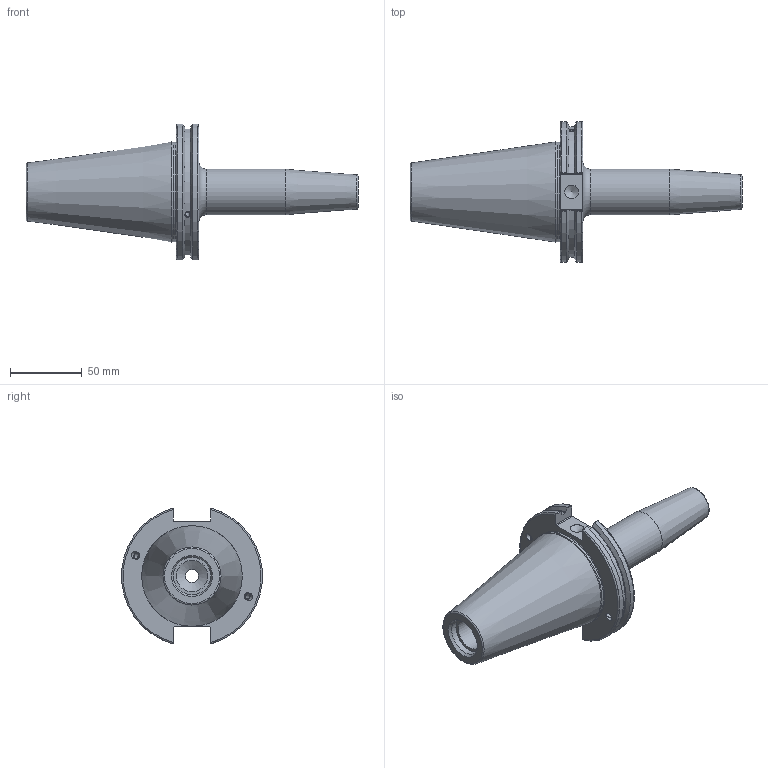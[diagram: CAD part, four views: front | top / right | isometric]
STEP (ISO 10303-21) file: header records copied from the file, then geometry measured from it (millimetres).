
FILE_DESCRIPTION(/* description */ (''),/* implementation_level */ '2;1');
FILE_NAME(/* name */ 'VL104JR.stp',/* time_stamp */ '2025-02-19T09:51:40+09:00',/* author */ ('YSH'),/* organization */ (''),/* preprocessor_version */ 'ST-DEVELOPER v20',/* originating_system */ 'Autodesk Inventor 2025',/* authorisation */ '');
FILE_SCHEMA (('AUTOMOTIVE_DESIGN { 1 0 10303 214 3 1 1 }'));
Length unit declared in the file: millimetre
Products named in the file (1): LO-CAT50ADB-SFH12CR-130
Bounding box: 231.6 x 98.06 x 94.69 mm (x, y, z)
Volume: 389470 mm3; surface area: 59328.4 mm2
Topology: 1 solids, 1 shells, 87 faces, 230 edges, 152 vertices
Faces by surface type: plane 37, cylinder 28, cone 14, torus 8
Full cylindrical faces by diameter (mm): 2.459 x2, 3.242 x4, 4.134 x2, 4.2 x2, 5 x2, 8.917 x1, 9.525 x1, 12 x1, 13.2 x1, 21.971 x1, 26.2 x1, 32 x1, 69.25 x1
Entity records: 3095 total; most frequent: CARTESIAN_POINT 937, ORIENTED_EDGE 450, DIRECTION 424, EDGE_CURVE 225, AXIS2_PLACEMENT_3D 165, VERTEX_POINT 152, EDGE_LOOP 109, LINE 94
